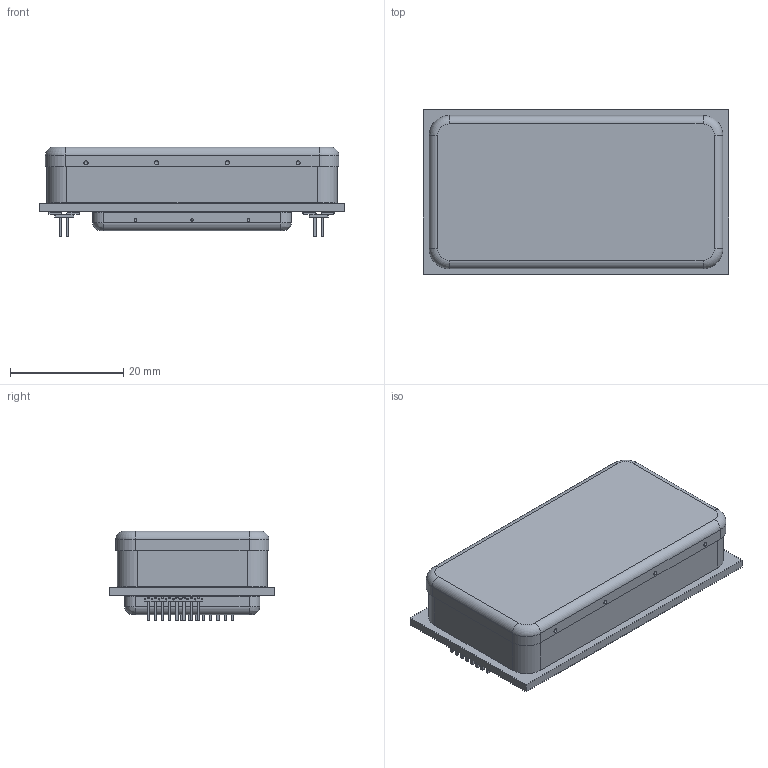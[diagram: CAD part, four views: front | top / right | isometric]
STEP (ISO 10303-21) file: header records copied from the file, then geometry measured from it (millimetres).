
FILE_DESCRIPTION(('KiCad electronic assembly'),'2;1');
FILE_NAME('ADC7177M1.step','2025-05-25T19:33:28',('Pcbnew'),('Kicad'), 'Open CASCADE STEP processor 7.8','KiCad to STEP converter','Unknown' );
FILE_SCHEMA(('AUTOMOTIVE_DESIGN { 1 0 10303 214 1 1 1 1 }'));
Length unit declared in the file: millimetre
Products named in the file (26): ADC7177M1 1; R_0603_1608Metric; MSOP-8_3x3mm_P0.65mm; C_0603_1608Metric; C_0805_2012Metric; ECS-2520MV-160-BL-TR; LFCSP-6-1EP_2x2mm_P0.65mm_EP1x1.6mm; ADC7177M1 1.14.1; VSSOP-8_3x3mm_P0.65mm; acm2012-t001; ACM2012-T001 DRRAubN(typ size); ACM2012-T001 dɃubN(typ size); SOT-23-5; TSSOP-16_4.4x5mm_P0.65mm; L_0603_1608Metric; SOIC-8_3.9x4.9mm_P1.27mm; SOT-23; Analog_LCC-8_5x5mm_P1.27mm; 3670513; 3671513; TSSOP-24_4.4x7.8mm_P0.65mm; R_0805_2012Metric; PinHeader_2x08_P1.27mm_Vertical_SMD; 3670345; 3671345; ADC7177M1_PCB
Assembly tree (134 placements, depth 3):
  ADC7177M1 1
    R_0603_1608Metric  x47
    MSOP-8_3x3mm_P0.65mm  x6
    C_0603_1608Metric  x45
    C_0805_2012Metric  x9
    ECS-2520MV-160-BL-TR
    LFCSP-6-1EP_2x2mm_P0.65mm_EP1x1.6mm  x3
      ADC7177M1 1.14.1
    VSSOP-8_3x3mm_P0.65mm  x2
    acm2012-t001
      ACM2012-T001 DRRAubN(typ size)
      ACM2012-T001 dɃubN(typ size)  x2
    SOT-23-5
    TSSOP-16_4.4x5mm_P0.65mm  x2
    L_0603_1608Metric
    SOIC-8_3.9x4.9mm_P1.27mm
    SOT-23
    Analog_LCC-8_5x5mm_P1.27mm
    3670513
    3671513
    TSSOP-24_4.4x7.8mm_P0.65mm
    R_0805_2012Metric
    PinHeader_2x08_P1.27mm_Vertical_SMD  x2
    3670345
    3671345
    ADC7177M1_PCB
Bounding box: 54 x 29 x 15.88 mm (x, y, z)
Volume: 4260.8 mm3; surface area: 15551.2 mm2
Topology: 166 solids, 166 shells, 6842 faces, 17645 edges, 11294 vertices
Faces by surface type: plane 4484, cylinder 1866, bspline 428, torus 28, sphere 28, revolution 4, cone 4
Full cylindrical faces by diameter (mm): 0.4 x3, 0.5 x10, 0.6 x1, 1 x14
Entity records: 90695 total; most frequent: CARTESIAN_POINT 14140, ORIENTED_EDGE 12703, DIRECTION 12125, EDGE_CURVE 6352, LINE 4887, VECTOR 4887, VERTEX_POINT 4024, AXIS2_PLACEMENT_3D 3617
